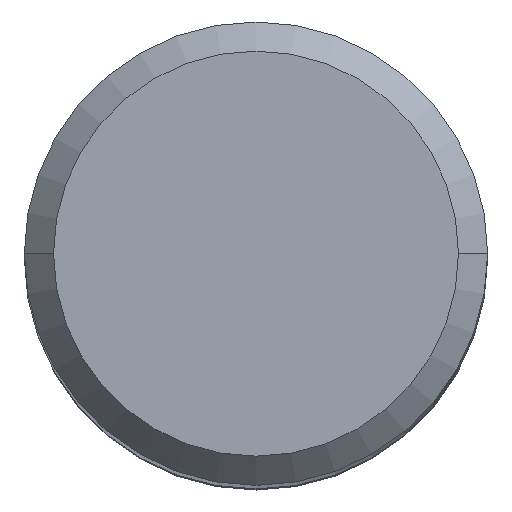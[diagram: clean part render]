
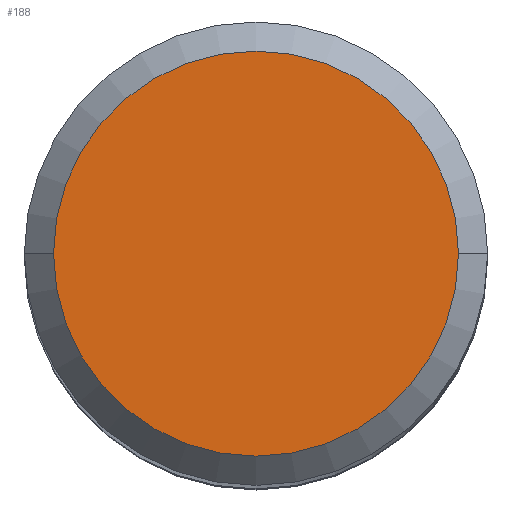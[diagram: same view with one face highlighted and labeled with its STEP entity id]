
A CAD part, top view. The second image highlights one B-rep face of the part: STEP entity #188.
In plain terms, the highlighted planar face has unit normal (0, 0, 1).
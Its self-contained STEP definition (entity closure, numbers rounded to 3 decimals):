
#126=FACE_OUTER_BOUND('',#268,.T.);
#188=ADVANCED_FACE('',(#126),#225,.F.);
#225=PLANE('',#1226);
#268=EDGE_LOOP('',(#424,#425));
#424=ORIENTED_EDGE('',*,*,#743,.T.);
#425=ORIENTED_EDGE('',*,*,#744,.T.);
#629=VERTEX_POINT('',#2050);
#632=VERTEX_POINT('',#2055);
#743=EDGE_CURVE('',#629,#632,#891,.T.);
#744=EDGE_CURVE('',#632,#629,#892,.T.);
#891=CIRCLE('',#1223,6.938);
#892=CIRCLE('',#1225,6.938);
#1223=AXIS2_PLACEMENT_3D('',#2056,#1524,#1525);
#1225=AXIS2_PLACEMENT_3D('',#2058,#1528,#1529);
#1226=AXIS2_PLACEMENT_3D('',#2059,#1530,#1531);
#1524=DIRECTION('',(0.,0.,1.));
#1525=DIRECTION('',(1.,0.,0.));
#1528=DIRECTION('',(0.,0.,1.));
#1529=DIRECTION('',(-1.,0.,0.));
#1530=DIRECTION('',(0.,0.,-1.));
#1531=DIRECTION('',(1.,0.,0.));
#2050=CARTESIAN_POINT('',(6.938,0.,30.92));
#2055=CARTESIAN_POINT('',(-6.938,0.,30.92));
#2056=CARTESIAN_POINT('',(0.,0.,30.92));
#2058=CARTESIAN_POINT('',(0.,0.,30.92));
#2059=CARTESIAN_POINT('',(0.,0.,30.92));
